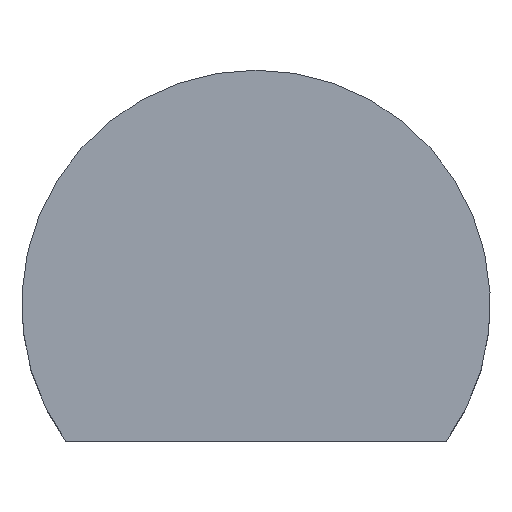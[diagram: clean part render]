
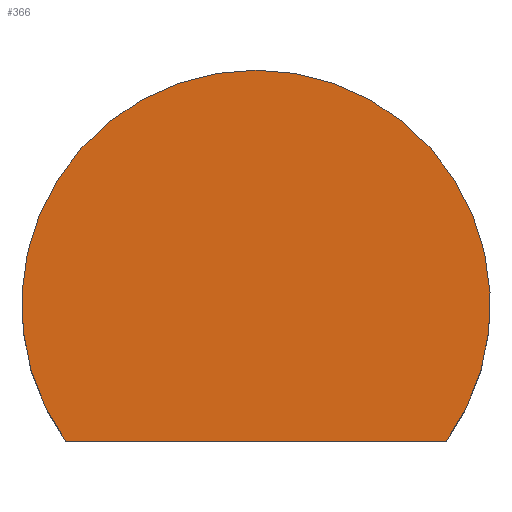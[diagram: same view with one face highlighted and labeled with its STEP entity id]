
A CAD part, top view. The second image highlights one B-rep face of the part: STEP entity #366.
In plain terms, the highlighted planar face has unit normal (0, 0, 1).
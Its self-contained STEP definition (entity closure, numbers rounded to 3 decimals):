
#35=CIRCLE('',#409,2.908);
#39=FACE_OUTER_BOUND('',#63,.T.);
#63=EDGE_LOOP('',(#255,#256));
#87=LINE('',#535,#128);
#128=VECTOR('',#439,10.);
#169=VERTEX_POINT('',#532);
#170=VERTEX_POINT('',#534);
#201=EDGE_CURVE('',#170,#169,#87,.T.);
#204=EDGE_CURVE('',#169,#170,#35,.T.);
#255=ORIENTED_EDGE('',*,*,#204,.T.);
#256=ORIENTED_EDGE('',*,*,#201,.T.);
#344=PLANE('',#410);
#366=ADVANCED_FACE('',(#39),#344,.T.);
#409=AXIS2_PLACEMENT_3D('',#539,#445,#446);
#410=AXIS2_PLACEMENT_3D('',#540,#447,#448);
#439=DIRECTION('',(1.,0.,0.));
#445=DIRECTION('center_axis',(0.,0.,1.));
#446=DIRECTION('ref_axis',(-1.,0.,0.));
#447=DIRECTION('center_axis',(0.,0.,1.));
#448=DIRECTION('ref_axis',(-1.,0.,0.));
#532=CARTESIAN_POINT('',(2.362,-1.696,6.5));
#534=CARTESIAN_POINT('',(-2.362,-1.696,6.5));
#535=CARTESIAN_POINT('',(-3.151,-1.696,6.5));
#539=CARTESIAN_POINT('Origin',(0.,0.,6.5));
#540=CARTESIAN_POINT('Origin',(0.,0.606,6.5));
